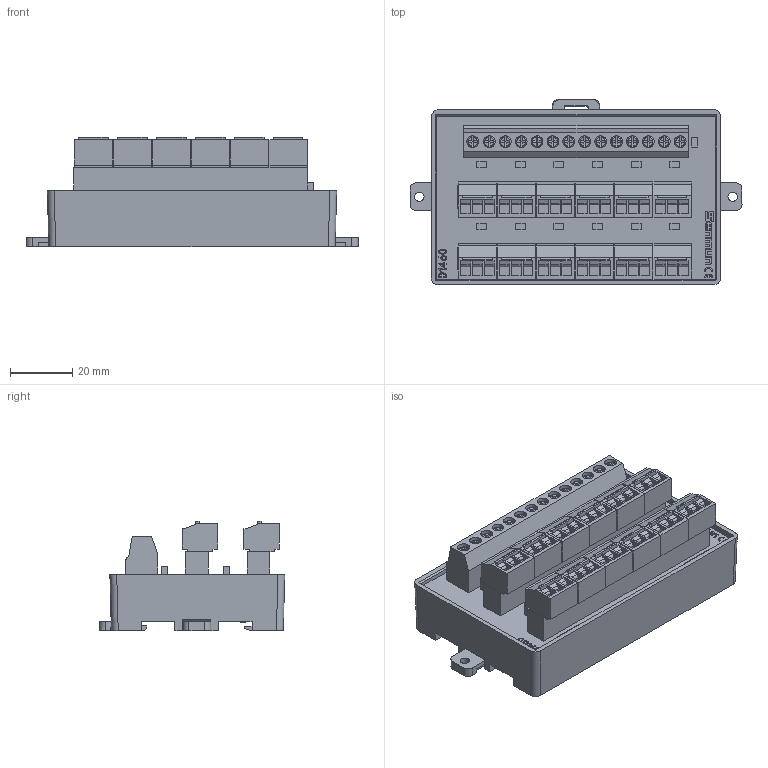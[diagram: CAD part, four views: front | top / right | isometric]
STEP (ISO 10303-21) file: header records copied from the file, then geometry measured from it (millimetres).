
FILE_DESCRIPTION(/* description */ (''),/* implementation_level */ '2;1');
FILE_NAME(/* name */ 'D1460-E.stp',/* time_stamp */ '2024-08-13T16:15:12+08:00',/* author */ (''),/* organization */ (''),/* preprocessor_version */ 'ST-DEVELOPER v14',/* originating_system */ 'SIEMENS PLM Software NX 8.0',/* authorisation */ '');
FILE_SCHEMA (('AUTOMOTIVE_DESIGN { 1 0 10303 214 3 1 1 1 }'));
Length unit declared in the file: millimetre
Products named in the file (1): D1460-E 3D_stp
Bounding box: 106.5 x 59.51 x 35.25 mm (x, y, z)
Volume: 108170.7 mm3; surface area: 34522.5 mm2
Topology: 3 solids, 3 shells, 1679 faces, 4340 edges, 2826 vertices
Faces by surface type: plane 1403, cylinder 238, torus 28, extrusion 8, bspline 2
Full cylindrical faces by diameter (mm): 2.7 x36, 2.8 x36, 3 x2, 3.8 x14
Entity records: 52403 total; most frequent: CARTESIAN_POINT 10172, ORIENTED_EDGE 8426, DIRECTION 8104, EDGE_CURVE 4213, VECTOR 3526, LINE 3518, VERTEX_POINT 2790, AXIS2_PLACEMENT_3D 2289
